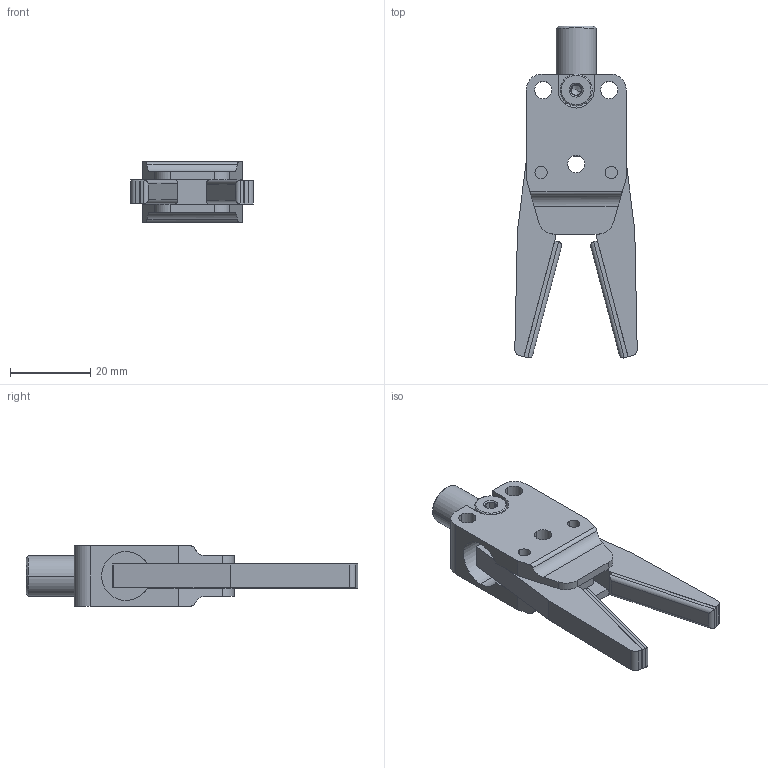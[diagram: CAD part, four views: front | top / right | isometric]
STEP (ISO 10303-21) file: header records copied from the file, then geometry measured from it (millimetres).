
FILE_DESCRIPTION (( 'STEP AP214' ), '1' );
FILE_NAME ('CA.GZA.10.12.G.STEP', '2018-01-25T14:44:54', ( '' ), ( '' ), 'SwSTEP 2.0', 'SolidWorks 2017', '' );
FILE_SCHEMA (( 'AUTOMOTIVE_DESIGN' ));
Length unit declared in the file: millimetre
Products named in the file (5): CA.GZA.10.12.G; CA.08.14.013; GZA.10.12.3.G; GZA.10.12.1; GZA.10.12.6.V
Assembly tree (6 placements, depth 2):
  CA.GZA.10.12.G
    GZA.10.12.6.V  x2
    GZA.10.12.1
    GZA.10.12.3.G  x2
    CA.08.14.013
Bounding box: 30.59 x 82.95 x 15 mm (x, y, z)
Volume: 14586.3 mm3; surface area: 10146.7 mm2
Topology: 6 solids, 6 shells, 166 faces, 420 edges, 265 vertices
Faces by surface type: plane 74, cylinder 64, cone 26, bspline 2
Entity records: 4759 total; most frequent: CARTESIAN_POINT 994, DIRECTION 769, ORIENTED_EDGE 734, EDGE_CURVE 367, AXIS2_PLACEMENT_3D 279, VERTEX_POINT 234, LINE 211, VECTOR 211
